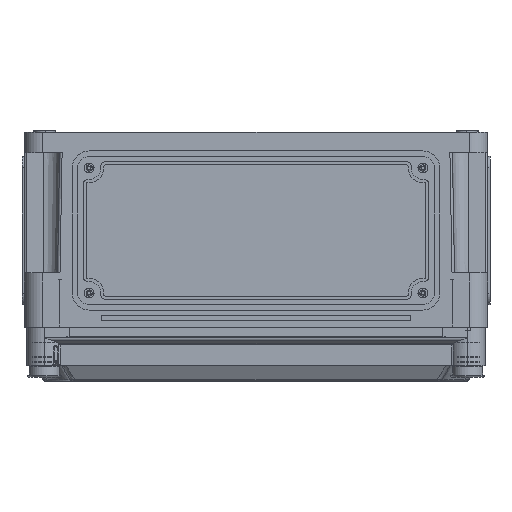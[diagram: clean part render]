
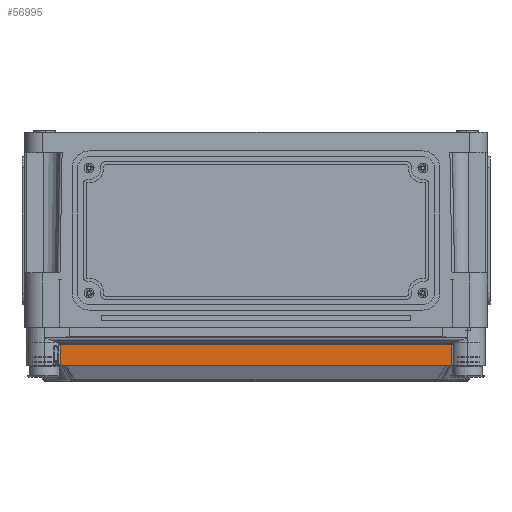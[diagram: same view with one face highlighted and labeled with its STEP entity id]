
A CAD part, left-side view. The second image highlights one B-rep face of the part: STEP entity #56995.
In plain terms, the highlighted planar face has unit normal (-1, 0, 0).
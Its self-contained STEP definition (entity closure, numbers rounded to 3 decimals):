
#429 = FACE_OUTER_BOUND ( 'NONE', #6322, .T. ) ;
#1248 = CARTESIAN_POINT ( 'NONE',  ( -293.25, 126.149, 10. ) ) ;
#4245 = ORIENTED_EDGE ( 'NONE', *, *, #21148, .T. ) ;
#5445 = ORIENTED_EDGE ( 'NONE', *, *, #77349, .F. ) ;
#6322 = EDGE_LOOP ( 'NONE', ( #4245, #74381, #16840, #6905, #5445, #32788, #76090 ) ) ;
#6530 = CARTESIAN_POINT ( 'NONE',  ( -293.25, 126.817, 10. ) ) ;
#6905 = ORIENTED_EDGE ( 'NONE', *, *, #46993, .T. ) ;
#7714 = DIRECTION ( 'NONE',  ( 1., 0., 0. ) ) ;
#9224 = VERTEX_POINT ( 'NONE', #39070 ) ;
#10521 = EDGE_CURVE ( 'NONE', #57396, #78443, #66946, .T. ) ;
#12353 = CARTESIAN_POINT ( 'NONE',  ( -293.25, 127.347, 23.423 ) ) ;
#13155 = VECTOR ( 'NONE', #38144, 1000. ) ;
#13337 = AXIS2_PLACEMENT_3D ( 'NONE', #19559, #7714, #51659 ) ;
#15797 = VECTOR ( 'NONE', #48296, 1000. ) ;
#16840 = ORIENTED_EDGE ( 'NONE', *, *, #67171, .T. ) ;
#16964 = LINE ( 'NONE', #6530, #46485 ) ;
#19195 = EDGE_CURVE ( 'NONE', #9224, #20475, #62104, .T. ) ;
#19559 = CARTESIAN_POINT ( 'NONE',  ( -293.25, 127.347, 24. ) ) ;
#20475 = VERTEX_POINT ( 'NONE', #81232 ) ;
#21148 = EDGE_CURVE ( 'NONE', #30512, #9224, #16964, .T. ) ;
#23280 = VECTOR ( 'NONE', #37860, 1000. ) ;
#23799 = CARTESIAN_POINT ( 'NONE',  ( -293.25, -122.83, 10. ) ) ;
#29389 = CARTESIAN_POINT ( 'NONE',  ( -293.25, -127.347, 10. ) ) ;
#30512 = VERTEX_POINT ( 'NONE', #35694 ) ;
#31854 = LINE ( 'NONE', #75688, #13155 ) ;
#32607 = CARTESIAN_POINT ( 'NONE',  ( -293.25, 126.817, 10.134 ) ) ;
#32788 = ORIENTED_EDGE ( 'NONE', *, *, #10521, .F. ) ;
#35694 = CARTESIAN_POINT ( 'NONE',  ( -293.25, 126.817, 23.423 ) ) ;
#37860 = DIRECTION ( 'NONE',  ( 0., 1., 0. ) ) ;
#38144 = DIRECTION ( 'NONE',  ( 0., -1., 0. ) ) ;
#38887 = CARTESIAN_POINT ( 'NONE',  ( -293.25, 126.492, 10.045 ) ) ;
#39070 = CARTESIAN_POINT ( 'NONE',  ( -293.25, 126.817, 10.134 ) ) ;
#39944 = LINE ( 'NONE', #12353, #23280 ) ;
#42025 = CARTESIAN_POINT ( 'NONE',  ( -293.25, -126.817, 10. ) ) ;
#45233 = CARTESIAN_POINT ( 'NONE',  ( -293.25, 125.8, 10. ) ) ;
#45365 = PLANE ( 'NONE',  #13337 ) ;
#45441 = EDGE_CURVE ( 'NONE', #57396, #30512, #39944, .T. ) ;
#46485 = VECTOR ( 'NONE', #56785, 1000. ) ;
#46855 = CARTESIAN_POINT ( 'NONE',  ( -293.25, -126.817, 10. ) ) ;
#46929 = VECTOR ( 'NONE', #71046, 1000. ) ;
#46993 = EDGE_CURVE ( 'NONE', #51161, #50037, #31854, .T. ) ;
#48296 = DIRECTION ( 'NONE',  ( 0., 1., 0. ) ) ;
#49221 = LINE ( 'NONE', #29389, #15797 ) ;
#50037 = VERTEX_POINT ( 'NONE', #23799 ) ;
#50273 = VECTOR ( 'NONE', #73286, 1000. ) ;
#51161 = VERTEX_POINT ( 'NONE', #78683 ) ;
#51659 = DIRECTION ( 'NONE',  ( 0., 0., -1. ) ) ;
#56563 = CARTESIAN_POINT ( 'NONE',  ( -293.25, -126.817, 23.423 ) ) ;
#56785 = DIRECTION ( 'NONE',  ( 0., 0., -1. ) ) ;
#56995 = ADVANCED_FACE ( 'NONE', ( #429 ), #45365, .F. ) ;
#57396 = VERTEX_POINT ( 'NONE', #56563 ) ;
#62104 =( BOUNDED_CURVE ( )  B_SPLINE_CURVE ( 3, ( #32607, #38887, #1248, #45233 ),
 .UNSPECIFIED., .F., .F. ) 
 B_SPLINE_CURVE_WITH_KNOTS ( ( 4, 4 ),
 ( 1.203, 1.571 ),
 .UNSPECIFIED. ) 
 CURVE ( )  GEOMETRIC_REPRESENTATION_ITEM ( )  RATIONAL_B_SPLINE_CURVE ( ( 1., 0.989, 0.989, 1. ) ) 
 REPRESENTATION_ITEM ( '' )  );
#64719 = CARTESIAN_POINT ( 'NONE',  ( -293.25, 127.347, 10. ) ) ;
#66946 = LINE ( 'NONE', #42025, #50273 ) ;
#67171 = EDGE_CURVE ( 'NONE', #20475, #51161, #67538, .T. ) ;
#67538 = LINE ( 'NONE', #64719, #46929 ) ;
#71046 = DIRECTION ( 'NONE',  ( 0., -1., 0. ) ) ;
#73286 = DIRECTION ( 'NONE',  ( 0., 0., -1. ) ) ;
#74381 = ORIENTED_EDGE ( 'NONE', *, *, #19195, .T. ) ;
#75688 = CARTESIAN_POINT ( 'NONE',  ( -293.25, 127.347, 10. ) ) ;
#76090 = ORIENTED_EDGE ( 'NONE', *, *, #45441, .T. ) ;
#77349 = EDGE_CURVE ( 'NONE', #78443, #50037, #49221, .T. ) ;
#78443 = VERTEX_POINT ( 'NONE', #46855 ) ;
#78683 = CARTESIAN_POINT ( 'NONE',  ( -293.25, 122.83, 10. ) ) ;
#81232 = CARTESIAN_POINT ( 'NONE',  ( -293.25, 125.8, 10. ) ) ;
